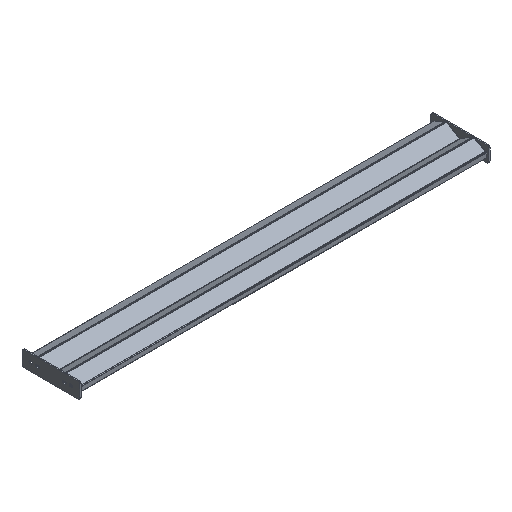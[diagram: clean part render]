
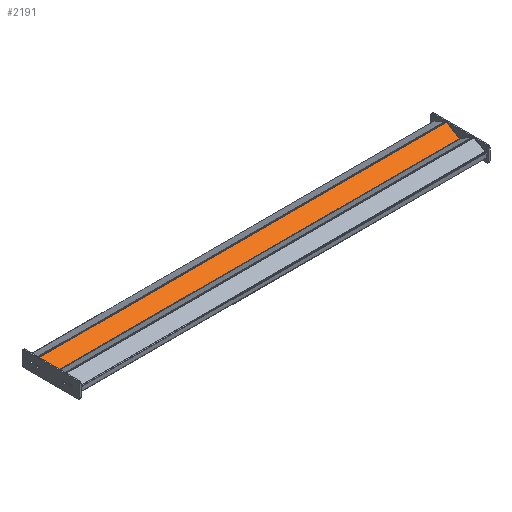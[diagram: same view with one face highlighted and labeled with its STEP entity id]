
A CAD part, isometric view. The second image highlights one B-rep face of the part: STEP entity #2191.
In plain terms, the highlighted planar face has unit normal (0, -0.545, 0.839).
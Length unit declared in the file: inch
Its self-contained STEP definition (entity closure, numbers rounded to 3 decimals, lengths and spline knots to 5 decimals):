
#76 = FACE_OUTER_BOUND ( 'NONE', #577, .T. ) ;
#218 = CARTESIAN_POINT ( 'NONE',  ( 45.75, 0.08496, 0.05518 ) ) ;
#254 = LINE ( 'NONE', #978, #2204 ) ;
#370 = VERTEX_POINT ( 'NONE', #1374 ) ;
#483 = EDGE_CURVE ( 'NONE', #370, #2083, #1277, .T. ) ;
#485 = ORIENTED_EDGE ( 'NONE', *, *, #483, .F. ) ;
#577 = EDGE_LOOP ( 'NONE', ( #864, #485, #1026, #1621 ) ) ;
#611 = EDGE_CURVE ( 'NONE', #686, #370, #816, .T. ) ;
#637 = EDGE_CURVE ( 'NONE', #686, #680, #2089, .T. ) ;
#680 = VERTEX_POINT ( 'NONE', #1158 ) ;
#686 = VERTEX_POINT ( 'NONE', #1857 ) ;
#687 = EDGE_CURVE ( 'NONE', #680, #2083, #254, .T. ) ;
#816 = LINE ( 'NONE', #2262, #1320 ) ;
#818 = DIRECTION ( 'NONE',  ( 0., 0.545, -0.839 ) ) ;
#864 = ORIENTED_EDGE ( 'NONE', *, *, #687, .T. ) ;
#936 = DIRECTION ( 'NONE',  ( -1., 0., 0. ) ) ;
#962 = AXIS2_PLACEMENT_3D ( 'NONE', #1516, #818, #2037 ) ;
#969 = PLANE ( 'NONE',  #962 ) ;
#978 = CARTESIAN_POINT ( 'NONE',  ( -45.75, 3.03121, 1.96849 ) ) ;
#1009 = DIRECTION ( 'NONE',  ( 0., -0.839, -0.545 ) ) ;
#1026 = ORIENTED_EDGE ( 'NONE', *, *, #611, .F. ) ;
#1158 = CARTESIAN_POINT ( 'NONE',  ( -45.75, 2.89757, 1.88171 ) ) ;
#1210 = DIRECTION ( 'NONE',  ( -1., 0., 0. ) ) ;
#1218 = VECTOR ( 'NONE', #936, 39.37008 ) ;
#1277 = LINE ( 'NONE', #218, #1218 ) ;
#1320 = VECTOR ( 'NONE', #1009, 39.37008 ) ;
#1374 = CARTESIAN_POINT ( 'NONE',  ( 45.75, 0.08496, 0.05518 ) ) ;
#1516 = CARTESIAN_POINT ( 'NONE',  ( 45.75, 3.03121, 1.96849 ) ) ;
#1621 = ORIENTED_EDGE ( 'NONE', *, *, #637, .T. ) ;
#1686 = DIRECTION ( 'NONE',  ( 0., -0.839, -0.545 ) ) ;
#1857 = CARTESIAN_POINT ( 'NONE',  ( 45.75, 2.89757, 1.88171 ) ) ;
#1869 = CARTESIAN_POINT ( 'NONE',  ( 45.75, 2.89757, 1.88171 ) ) ;
#2037 = DIRECTION ( 'NONE',  ( 0., 0.839, 0.545 ) ) ;
#2083 = VERTEX_POINT ( 'NONE', #2291 ) ;
#2089 = LINE ( 'NONE', #1869, #2173 ) ;
#2173 = VECTOR ( 'NONE', #1210, 39.37008 ) ;
#2191 = ADVANCED_FACE ( 'NONE', ( #76 ), #969, .F. ) ;
#2204 = VECTOR ( 'NONE', #1686, 39.37008 ) ;
#2262 = CARTESIAN_POINT ( 'NONE',  ( 45.75, 3.03121, 1.96849 ) ) ;
#2291 = CARTESIAN_POINT ( 'NONE',  ( -45.75, 0.08496, 0.05518 ) ) ;
